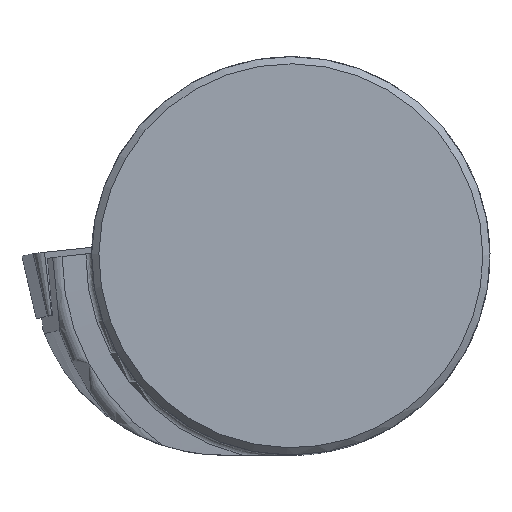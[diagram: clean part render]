
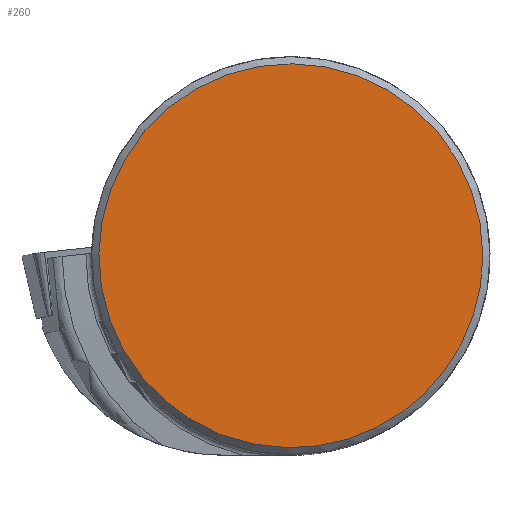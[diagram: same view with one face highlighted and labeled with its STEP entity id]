
A CAD part, top view. The second image highlights one B-rep face of the part: STEP entity #260.
In plain terms, the highlighted planar face has unit normal (0, 0, 1).
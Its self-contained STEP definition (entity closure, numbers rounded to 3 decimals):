
#164=CIRCLE('',#1129,12.049);
#260=ADVANCED_FACE('',(#343),#301,.T.);
#301=PLANE('',#1183);
#343=FACE_OUTER_BOUND('',#389,.T.);
#389=EDGE_LOOP('',(#622));
#622=ORIENTED_EDGE('',*,*,#847,.F.);
#749=VERTEX_POINT('',#1700);
#847=EDGE_CURVE('',#749,#749,#164,.T.);
#1129=AXIS2_PLACEMENT_3D('',#1699,#1292,#1293);
#1183=AXIS2_PLACEMENT_3D('',#1903,#1415,#1416);
#1292=DIRECTION('',(0.,0.,-1.));
#1293=DIRECTION('',(1.,0.,0.));
#1415=DIRECTION('',(0.,0.,1.));
#1416=DIRECTION('',(1.,0.,0.));
#1699=CARTESIAN_POINT('',(0.,0.,0.));
#1700=CARTESIAN_POINT('',(12.049,0.,0.));
#1903=CARTESIAN_POINT('',(0.,0.,0.));
